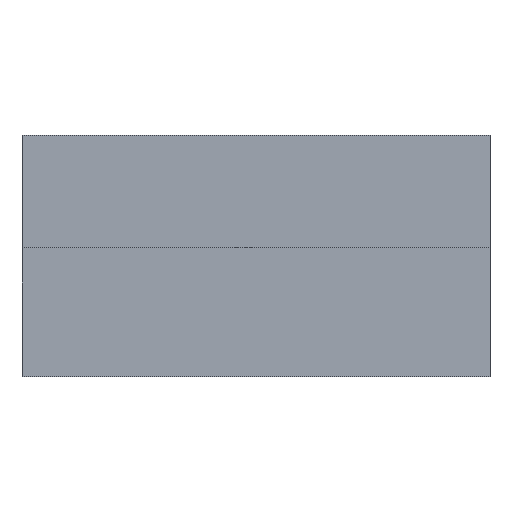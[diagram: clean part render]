
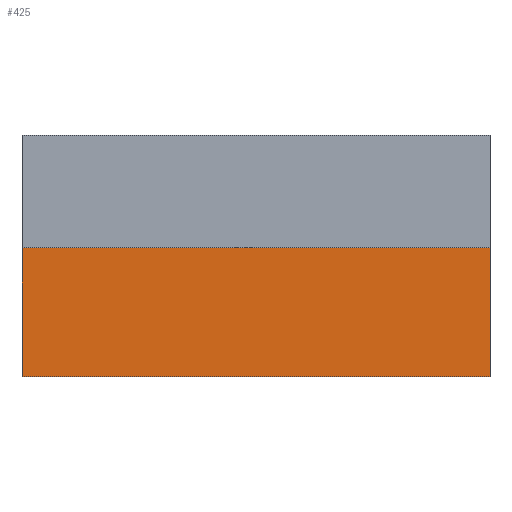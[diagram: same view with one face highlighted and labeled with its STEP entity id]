
A CAD part, front view. The second image highlights one B-rep face of the part: STEP entity #425.
In plain terms, the highlighted planar face has unit normal (0, -1, 0).
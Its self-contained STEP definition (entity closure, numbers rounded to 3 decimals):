
#47=FACE_OUTER_BOUND('',#72,.T.);
#72=EDGE_LOOP('',(#324,#325,#326,#327));
#100=LINE('',#638,#146);
#105=LINE('',#656,#151);
#112=LINE('',#677,#158);
#113=LINE('',#681,#159);
#146=VECTOR('',#512,11.);
#151=VECTOR('',#529,11.);
#158=VECTOR('',#548,40.);
#159=VECTOR('',#553,40.);
#187=VERTEX_POINT('',#628);
#191=VERTEX_POINT('',#636);
#197=VERTEX_POINT('',#653);
#198=VERTEX_POINT('',#655);
#232=EDGE_CURVE('',#187,#191,#100,.T.);
#241=EDGE_CURVE('',#198,#197,#105,.T.);
#252=EDGE_CURVE('',#197,#187,#112,.T.);
#254=EDGE_CURVE('',#198,#191,#113,.T.);
#324=ORIENTED_EDGE('',*,*,#241,.T.);
#325=ORIENTED_EDGE('',*,*,#252,.T.);
#326=ORIENTED_EDGE('',*,*,#232,.T.);
#327=ORIENTED_EDGE('',*,*,#254,.F.);
#408=PLANE('',#476);
#425=ADVANCED_FACE('',(#47),#408,.T.);
#476=AXIS2_PLACEMENT_3D('',#680,#551,#552);
#512=DIRECTION('',(0.,0.,1.));
#529=DIRECTION('',(0.,0.,-1.));
#548=DIRECTION('',(1.,0.,0.));
#551=DIRECTION('center_axis',(0.,-1.,0.));
#552=DIRECTION('ref_axis',(0.,0.,-1.));
#553=DIRECTION('',(1.,0.,0.));
#628=CARTESIAN_POINT('',(20.,-19.8,0.));
#636=CARTESIAN_POINT('',(20.,-19.8,11.));
#638=CARTESIAN_POINT('',(20.,-19.8,0.));
#653=CARTESIAN_POINT('',(-20.,-19.8,0.));
#655=CARTESIAN_POINT('',(-20.,-19.8,11.));
#656=CARTESIAN_POINT('',(-20.,-19.8,11.));
#677=CARTESIAN_POINT('',(-20.,-19.8,0.));
#680=CARTESIAN_POINT('Origin',(-20.,-19.8,11.));
#681=CARTESIAN_POINT('',(-20.,-19.8,11.));
